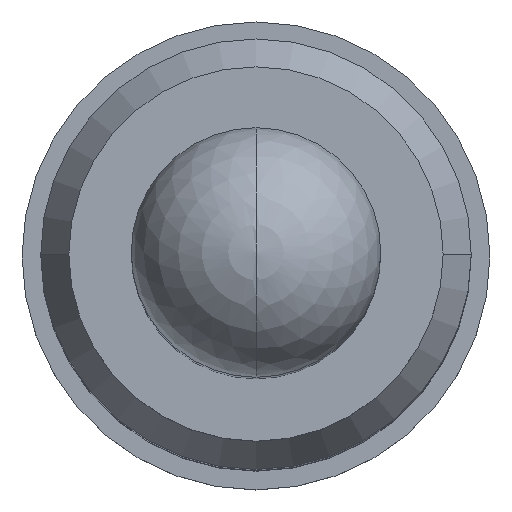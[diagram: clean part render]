
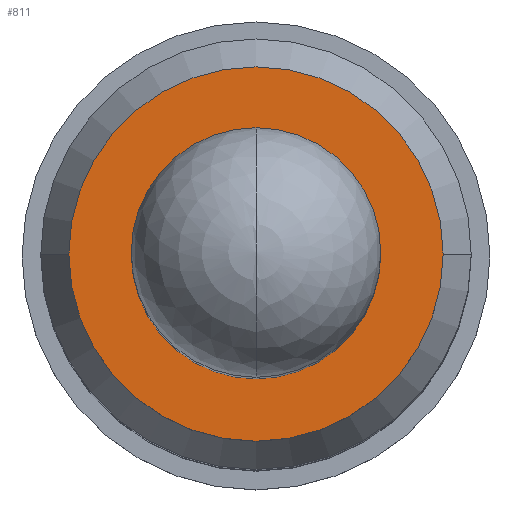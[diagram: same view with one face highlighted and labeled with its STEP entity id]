
A CAD part, top view. The second image highlights one B-rep face of the part: STEP entity #811.
In plain terms, the highlighted planar face has unit normal (0, 0, 1).
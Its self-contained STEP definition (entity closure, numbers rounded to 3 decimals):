
#332=CARTESIAN_POINT('',(0.,0.,-7.9));
#333=DIRECTION('',(0.,0.,1.));
#334=DIRECTION('',(-1.,0.,0.));
#335=AXIS2_PLACEMENT_3D('',#332,#333,#334);
#340=CARTESIAN_POINT('',(0.,0.,-7.9));
#341=DIRECTION('',(0.,0.,1.));
#342=DIRECTION('',(1.,0.,0.));
#343=AXIS2_PLACEMENT_3D('',#340,#341,#342);
#348=CARTESIAN_POINT('',(0.,0.,-7.9));
#349=DIRECTION('',(0.,0.,-1.));
#350=DIRECTION('',(-1.,0.,0.));
#351=AXIS2_PLACEMENT_3D('',#348,#349,#350);
#356=CARTESIAN_POINT('',(0.,0.,-7.9));
#357=DIRECTION('',(0.,0.,-1.));
#358=DIRECTION('',(1.,0.,0.));
#359=AXIS2_PLACEMENT_3D('',#356,#357,#358);
#466=CARTESIAN_POINT('',(1.5,0.,-7.9));
#467=VERTEX_POINT('',#466);
#468=CARTESIAN_POINT('',(-1.5,0.,-7.9));
#469=VERTEX_POINT('',#468);
#470=CARTESIAN_POINT('',(-1.,0.,-7.9));
#471=CARTESIAN_POINT('',(1.,0.,-7.9));
#472=VERTEX_POINT('',#470);
#473=VERTEX_POINT('',#471);
#796=CARTESIAN_POINT('',(0.,0.,-7.9));
#797=DIRECTION('',(0.,0.,1.));
#798=DIRECTION('',(0.,-1.,0.));
#799=AXIS2_PLACEMENT_3D('',#796,#797,#798);
#800=PLANE('',#799);
#801=ORIENTED_EDGE('',*,*,#790,.F.);
#802=ORIENTED_EDGE('',*,*,#776,.F.);
#803=EDGE_LOOP('',(#801,#802));
#804=FACE_OUTER_BOUND('',#803,.F.);
#806=ORIENTED_EDGE('',*,*,#805,.F.);
#808=ORIENTED_EDGE('',*,*,#807,.F.);
#809=EDGE_LOOP('',(#806,#808));
#810=FACE_BOUND('',#809,.F.);
#336=CIRCLE('',#335,1.5);
#344=CIRCLE('',#343,1.5);
#352=CIRCLE('',#351,1.);
#360=CIRCLE('',#359,1.);
#776=EDGE_CURVE('',#467,#469,#344,.T.);
#790=EDGE_CURVE('',#469,#467,#336,.T.);
#805=EDGE_CURVE('',#472,#473,#352,.T.);
#807=EDGE_CURVE('',#473,#472,#360,.T.);
#811=ADVANCED_FACE('',(#804,#810),#800,.T.);
